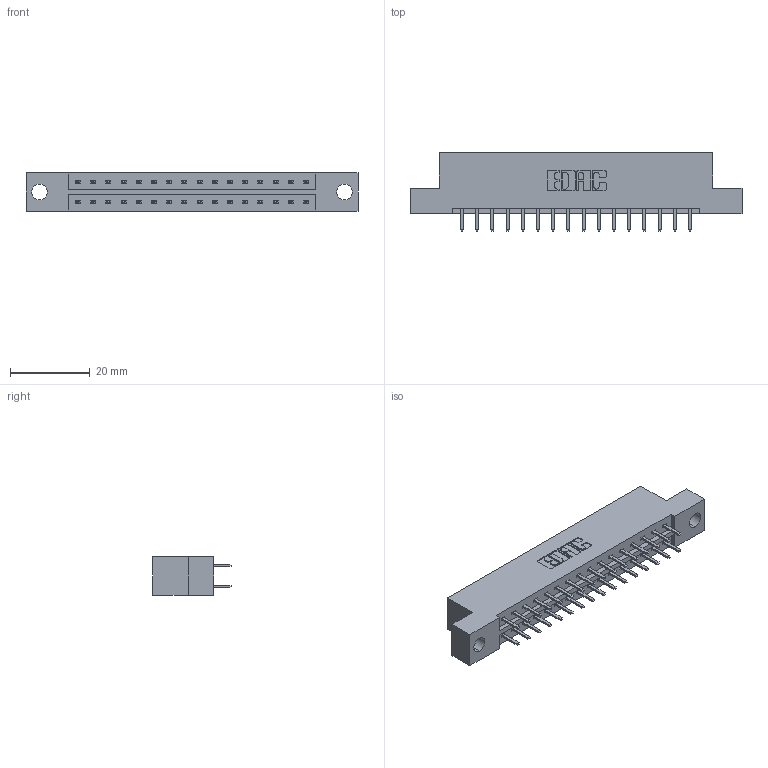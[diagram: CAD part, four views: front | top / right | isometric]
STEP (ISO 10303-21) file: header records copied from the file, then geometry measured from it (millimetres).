
FILE_DESCRIPTION (( 'STEP AP203' ), '1' );
FILE_NAME ('379-032-520-204.STEP', '2020-09-30T16:51:54', ( '' ), ( '' ), 'SwSTEP 2.0', 'SolidWorks 2020', '' );
FILE_SCHEMA (( 'CONFIG_CONTROL_DESIGN' ));
Length unit declared in the file: inch
Products named in the file (3): 379 Part_Flush - .156 Dia - TH; 345-292-001_345-293-120; 379-032-520-204
Assembly tree (33 placements, depth 2):
  379-032-520-204
    379 Part_Flush - .156 Dia - TH
    345-292-001_345-293-120  x32
Bounding box: 83.19 x 19.68 x 9.53 mm (x, y, z)
Volume: 8433 mm3; surface area: 8989.3 mm2
Topology: 33 solids, 33 shells, 1906 faces, 5527 edges, 3598 vertices
Faces by surface type: plane 1286, cylinder 620
Entity records: 13773 total; most frequent: CARTESIAN_POINT 2326, ORIENTED_EDGE 2250, DIRECTION 2021, EDGE_CURVE 1125, LINE 993, VECTOR 993, VERTEX_POINT 746, AXIS2_PLACEMENT_3D 514
